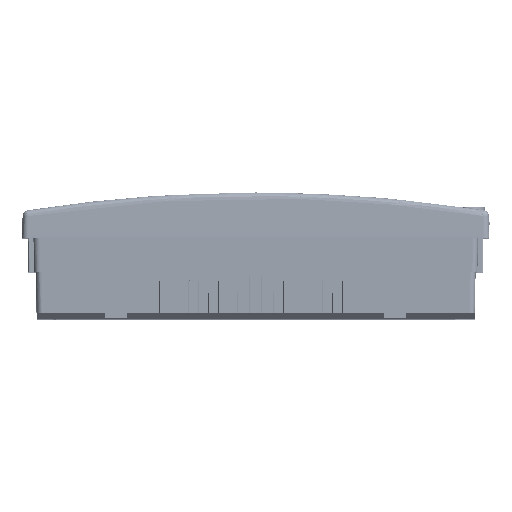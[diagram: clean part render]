
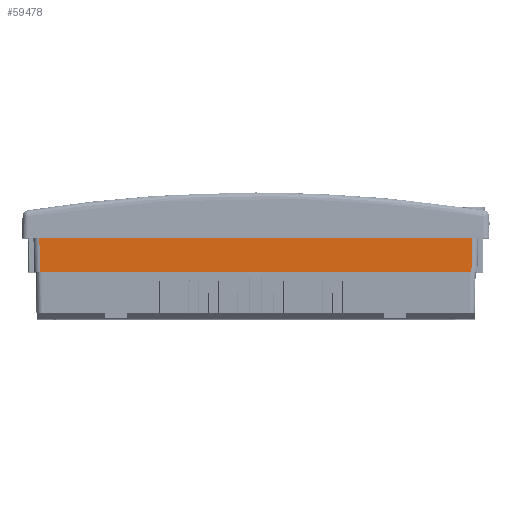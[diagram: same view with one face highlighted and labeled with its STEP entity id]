
A CAD part, top view. The second image highlights one B-rep face of the part: STEP entity #59478.
In plain terms, the highlighted planar face has unit normal (0, -0.018, 1).
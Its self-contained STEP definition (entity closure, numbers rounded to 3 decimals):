
#42857=DIRECTION('',(1.,0.,0.));
#42858=VECTOR('',#42857,361.976);
#42859=CARTESIAN_POINT('',(-180.988,38.8,249.792));
#42860=LINE('',#42859,#42858);
#43172=CARTESIAN_POINT('',(181.491,67.6,250.295));
#43177=DIRECTION('',(-1.,0.,0.));
#43178=VECTOR('',#43177,362.982);
#43179=CARTESIAN_POINT('',(181.491,67.6,250.295));
#43180=LINE('',#43179,#43178);
#44179=DIRECTION('',(-0.017,1.,0.017));
#44180=VECTOR('',#44179,28.809);
#44181=CARTESIAN_POINT('',(-180.988,38.8,249.792));
#44182=LINE('',#44181,#44180);
#44186=DIRECTION('',(-0.017,-1.,-0.017));
#44187=VECTOR('',#44186,28.809);
#44188=CARTESIAN_POINT('',(181.491,67.6,250.295));
#44189=LINE('',#44188,#44187);
#44202=CARTESIAN_POINT('',(-180.988,38.8,249.792));
#56229=VERTEX_POINT('',#44202);
#56230=CARTESIAN_POINT('',(180.988,38.8,249.792));
#56231=VERTEX_POINT('',#56230);
#56334=VERTEX_POINT('',#43172);
#56335=CARTESIAN_POINT('',(-181.491,67.6,250.295));
#56336=VERTEX_POINT('',#56335);
#59466=CARTESIAN_POINT('',(0.,67.6,250.295));
#59467=DIRECTION('',(0.,-0.017,1.));
#59468=DIRECTION('',(0.,-1.,-0.017));
#59469=AXIS2_PLACEMENT_3D('',#59466,#59467,#59468);
#59470=PLANE('',#59469);
#59471=ORIENTED_EDGE('',*,*,#58656,.F.);
#59473=ORIENTED_EDGE('',*,*,#59472,.T.);
#59474=ORIENTED_EDGE('',*,*,#58804,.F.);
#59475=ORIENTED_EDGE('',*,*,#59461,.T.);
#59476=EDGE_LOOP('',(#59471,#59473,#59474,#59475));
#59477=FACE_OUTER_BOUND('',#59476,.F.);
#58656=EDGE_CURVE('',#56229,#56231,#42860,.T.);
#58804=EDGE_CURVE('',#56334,#56336,#43180,.T.);
#59461=EDGE_CURVE('',#56334,#56231,#44189,.T.);
#59472=EDGE_CURVE('',#56229,#56336,#44182,.T.);
#59478=ADVANCED_FACE('',(#59477),#59470,.T.);
